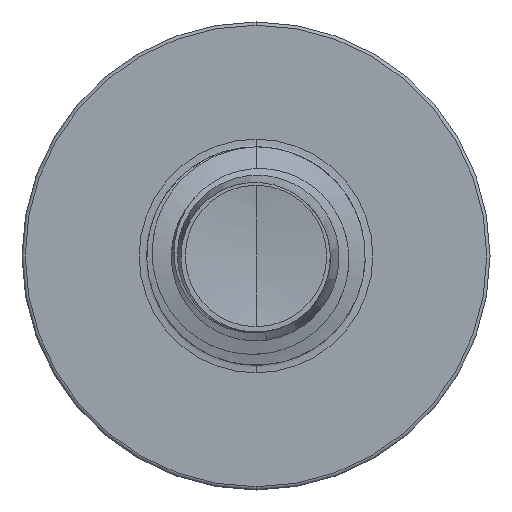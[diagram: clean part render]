
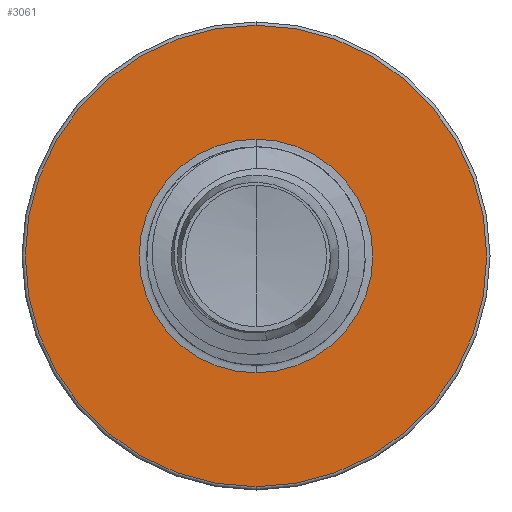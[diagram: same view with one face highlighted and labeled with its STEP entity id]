
A CAD part, front view. The second image highlights one B-rep face of the part: STEP entity #3061.
In plain terms, the highlighted planar face has unit normal (0, -1, 0).
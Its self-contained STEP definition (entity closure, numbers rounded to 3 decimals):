
#86 = DIRECTION ( 'NONE',  ( 0., 0., 1. ) ) ;
#93 = DIRECTION ( 'NONE',  ( 0., 1., 0. ) ) ;
#178 = CARTESIAN_POINT ( 'NONE',  ( 0., 7.5, -1.872 ) ) ;
#185 = PLANE ( 'NONE',  #2806 ) ;
#740 = DIRECTION ( 'NONE',  ( 0., 0., 1. ) ) ;
#1546 = AXIS2_PLACEMENT_3D ( 'NONE', #1842, #15063, #4012 ) ;
#1842 = CARTESIAN_POINT ( 'NONE',  ( 0., 7.5, 0. ) ) ;
#2806 = AXIS2_PLACEMENT_3D ( 'NONE', #178, #93, #86 ) ;
#3061 = ADVANCED_FACE ( 'NONE', ( #22778, #14964 ), #185, .F. ) ;
#4012 = DIRECTION ( 'NONE',  ( 0., 0., 1. ) ) ;
#4935 = ORIENTED_EDGE ( 'NONE', *, *, #6604, .F. ) ;
#6604 = EDGE_CURVE ( 'NONE', #18087, #9824, #7630, .T. ) ;
#7257 = DIRECTION ( 'NONE',  ( 0., 1., 0. ) ) ;
#7630 = CIRCLE ( 'NONE', #21502, 3.698 ) ;
#7800 = EDGE_LOOP ( 'NONE', ( #11761, #15984 ) ) ;
#7949 = EDGE_CURVE ( 'NONE', #15254, #20382, #20713, .T. ) ;
#9062 = CIRCLE ( 'NONE', #14721, 3.698 ) ;
#9824 = VERTEX_POINT ( 'NONE', #16963 ) ;
#10444 = DIRECTION ( 'NONE',  ( 0., 1., 0. ) ) ;
#11761 = ORIENTED_EDGE ( 'NONE', *, *, #7949, .T. ) ;
#12617 = DIRECTION ( 'NONE',  ( 0., 1., 0. ) ) ;
#13752 = CIRCLE ( 'NONE', #14304, 1.872 ) ;
#14304 = AXIS2_PLACEMENT_3D ( 'NONE', #22079, #12617, #740 ) ;
#14721 = AXIS2_PLACEMENT_3D ( 'NONE', #17565, #7257, #19190 ) ;
#14964 = FACE_BOUND ( 'NONE', #7800, .T. ) ;
#15063 = DIRECTION ( 'NONE',  ( 0., 1., 0. ) ) ;
#15254 = VERTEX_POINT ( 'NONE', #20392 ) ;
#15984 = ORIENTED_EDGE ( 'NONE', *, *, #16365, .T. ) ;
#16365 = EDGE_CURVE ( 'NONE', #20382, #15254, #13752, .T. ) ;
#16603 = ORIENTED_EDGE ( 'NONE', *, *, #20806, .F. ) ;
#16949 = CARTESIAN_POINT ( 'NONE',  ( 0., 7.5, -1.872 ) ) ;
#16963 = CARTESIAN_POINT ( 'NONE',  ( 0., 7.5, 3.698 ) ) ;
#17565 = CARTESIAN_POINT ( 'NONE',  ( 0., 7.5, 0. ) ) ;
#18087 = VERTEX_POINT ( 'NONE', #21709 ) ;
#19190 = DIRECTION ( 'NONE',  ( 0., 0., 1. ) ) ;
#20190 = CARTESIAN_POINT ( 'NONE',  ( 0., 7.5, 0. ) ) ;
#20382 = VERTEX_POINT ( 'NONE', #16949 ) ;
#20392 = CARTESIAN_POINT ( 'NONE',  ( 0., 7.5, 1.872 ) ) ;
#20713 = CIRCLE ( 'NONE', #1546, 1.872 ) ;
#20806 = EDGE_CURVE ( 'NONE', #9824, #18087, #9062, .T. ) ;
#21085 = EDGE_LOOP ( 'NONE', ( #16603, #4935 ) ) ;
#21502 = AXIS2_PLACEMENT_3D ( 'NONE', #20190, #10444, #21699 ) ;
#21699 = DIRECTION ( 'NONE',  ( 0., 0., 1. ) ) ;
#21709 = CARTESIAN_POINT ( 'NONE',  ( 0., 7.5, -3.697 ) ) ;
#22079 = CARTESIAN_POINT ( 'NONE',  ( 0., 7.5, 0. ) ) ;
#22778 = FACE_OUTER_BOUND ( 'NONE', #21085, .T. ) ;
